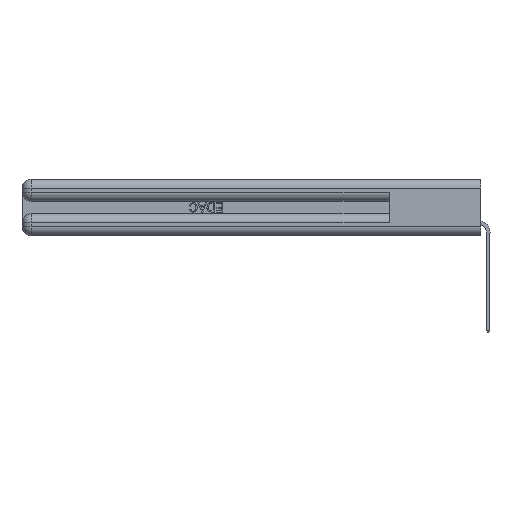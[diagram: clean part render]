
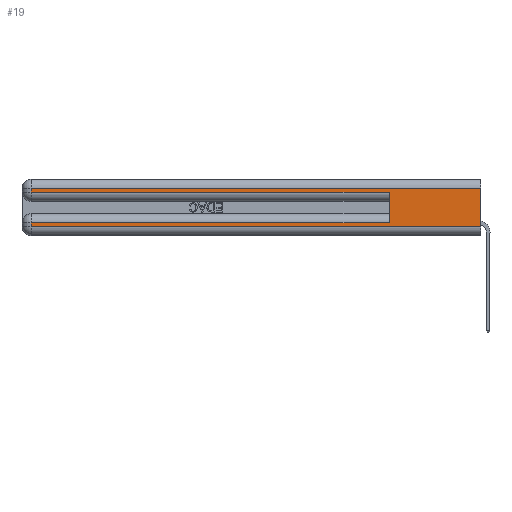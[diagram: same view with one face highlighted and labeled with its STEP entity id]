
A CAD part, left-side view. The second image highlights one B-rep face of the part: STEP entity #19.
In plain terms, the highlighted planar face has unit normal (-1, 0, 0).
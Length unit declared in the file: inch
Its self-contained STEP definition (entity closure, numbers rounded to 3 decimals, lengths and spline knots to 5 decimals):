
#19 = ADVANCED_FACE ( 'NONE', ( #34641 ), #5178, .F. ) ;
#117 = EDGE_CURVE ( 'NONE', #33317, #19064, #16418, .T. ) ;
#655 = VECTOR ( 'NONE', #5871, 39.37008 ) ;
#808 = VECTOR ( 'NONE', #29317, 39.37008 ) ;
#1618 = VECTOR ( 'NONE', #25303, 39.37008 ) ;
#2465 = CARTESIAN_POINT ( 'NONE',  ( 0., 0., 0.06 ) ) ;
#2928 = DIRECTION ( 'NONE',  ( 0., -1., 0. ) ) ;
#2942 = VERTEX_POINT ( 'NONE', #6415 ) ;
#3117 = CARTESIAN_POINT ( 'NONE',  ( 0., 0., 0.37 ) ) ;
#3152 = EDGE_CURVE ( 'NONE', #7605, #19064, #3562, .T. ) ;
#3343 = VECTOR ( 'NONE', #26453, 39.37008 ) ;
#3562 = LINE ( 'NONE', #20020, #16234 ) ;
#3708 = LINE ( 'NONE', #29249, #1618 ) ;
#4261 = CARTESIAN_POINT ( 'NONE',  ( 0., 2.94, 0.06 ) ) ;
#5161 = VERTEX_POINT ( 'NONE', #14406 ) ;
#5178 = PLANE ( 'NONE',  #23295 ) ;
#5871 = DIRECTION ( 'NONE',  ( 0., 0., 1. ) ) ;
#6415 = CARTESIAN_POINT ( 'NONE',  ( 0., 0.6, 0.085 ) ) ;
#7605 = VERTEX_POINT ( 'NONE', #28607 ) ;
#7658 = EDGE_CURVE ( 'NONE', #7605, #26333, #25781, .T. ) ;
#7971 = VECTOR ( 'NONE', #12009, 39.37008 ) ;
#8796 = EDGE_CURVE ( 'NONE', #23288, #33317, #25153, .T. ) ;
#9063 = EDGE_CURVE ( 'NONE', #2942, #21669, #10479, .T. ) ;
#9192 = ORIENTED_EDGE ( 'NONE', *, *, #7658, .T. ) ;
#9641 = CARTESIAN_POINT ( 'NONE',  ( 0., 0., 0.085 ) ) ;
#10479 = LINE ( 'NONE', #27829, #655 ) ;
#11334 = LINE ( 'NONE', #34429, #26102 ) ;
#11546 = DIRECTION ( 'NONE',  ( 1., 0., 0. ) ) ;
#12009 = DIRECTION ( 'NONE',  ( 0., 1., 0. ) ) ;
#12033 = CARTESIAN_POINT ( 'NONE',  ( 0., 2.94, 0.085 ) ) ;
#12378 = ORIENTED_EDGE ( 'NONE', *, *, #24845, .T. ) ;
#14406 = CARTESIAN_POINT ( 'NONE',  ( 0., 2.94, 0.285 ) ) ;
#15095 = EDGE_CURVE ( 'NONE', #26333, #5161, #3708, .T. ) ;
#16234 = VECTOR ( 'NONE', #31900, 39.37008 ) ;
#16418 = LINE ( 'NONE', #32101, #808 ) ;
#19064 = VERTEX_POINT ( 'NONE', #2465 ) ;
#19315 = LINE ( 'NONE', #9641, #7971 ) ;
#19492 = ORIENTED_EDGE ( 'NONE', *, *, #8796, .T. ) ;
#20020 = CARTESIAN_POINT ( 'NONE',  ( 0., 0., 0.37 ) ) ;
#20169 = DIRECTION ( 'NONE',  ( 0., 0., -1. ) ) ;
#21669 = VERTEX_POINT ( 'NONE', #26096 ) ;
#22261 = CARTESIAN_POINT ( 'NONE',  ( 0., 2.94, 0.31 ) ) ;
#23288 = VERTEX_POINT ( 'NONE', #12033 ) ;
#23295 = AXIS2_PLACEMENT_3D ( 'NONE', #3117, #11546, #30380 ) ;
#23521 = CARTESIAN_POINT ( 'NONE',  ( 0., 0., 0.31 ) ) ;
#24526 = ORIENTED_EDGE ( 'NONE', *, *, #15095, .T. ) ;
#24845 = EDGE_CURVE ( 'NONE', #5161, #21669, #11334, .T. ) ;
#25127 = EDGE_CURVE ( 'NONE', #2942, #23288, #19315, .T. ) ;
#25153 = LINE ( 'NONE', #25475, #29806 ) ;
#25303 = DIRECTION ( 'NONE',  ( 0., 0., -1. ) ) ;
#25475 = CARTESIAN_POINT ( 'NONE',  ( 0., 2.94, 0.37 ) ) ;
#25781 = LINE ( 'NONE', #23521, #3343 ) ;
#26096 = CARTESIAN_POINT ( 'NONE',  ( 0., 0.6, 0.285 ) ) ;
#26102 = VECTOR ( 'NONE', #2928, 39.37008 ) ;
#26333 = VERTEX_POINT ( 'NONE', #22261 ) ;
#26453 = DIRECTION ( 'NONE',  ( 0., 1., 0. ) ) ;
#26822 = ORIENTED_EDGE ( 'NONE', *, *, #3152, .F. ) ;
#27468 = ORIENTED_EDGE ( 'NONE', *, *, #117, .T. ) ;
#27503 = ORIENTED_EDGE ( 'NONE', *, *, #25127, .T. ) ;
#27829 = CARTESIAN_POINT ( 'NONE',  ( 0., 0.6, 0.145 ) ) ;
#27851 = EDGE_LOOP ( 'NONE', ( #26822, #9192, #24526, #12378, #33588, #27503, #19492, #27468 ) ) ;
#28607 = CARTESIAN_POINT ( 'NONE',  ( 0., 0., 0.31 ) ) ;
#29249 = CARTESIAN_POINT ( 'NONE',  ( 0., 2.94, 0.37 ) ) ;
#29317 = DIRECTION ( 'NONE',  ( 0., -1., 0. ) ) ;
#29806 = VECTOR ( 'NONE', #20169, 39.37008 ) ;
#30380 = DIRECTION ( 'NONE',  ( 0., 0., -1. ) ) ;
#31900 = DIRECTION ( 'NONE',  ( 0., 0., -1. ) ) ;
#32101 = CARTESIAN_POINT ( 'NONE',  ( 0., 0., 0.06 ) ) ;
#33317 = VERTEX_POINT ( 'NONE', #4261 ) ;
#33588 = ORIENTED_EDGE ( 'NONE', *, *, #9063, .F. ) ;
#34429 = CARTESIAN_POINT ( 'NONE',  ( 0., 0., 0.285 ) ) ;
#34641 = FACE_OUTER_BOUND ( 'NONE', #27851, .T. ) ;
